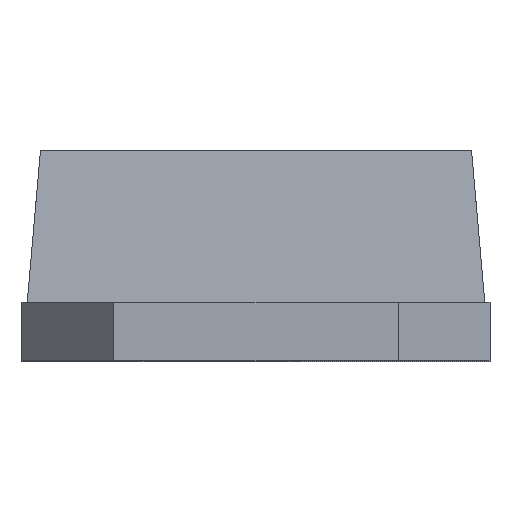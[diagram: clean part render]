
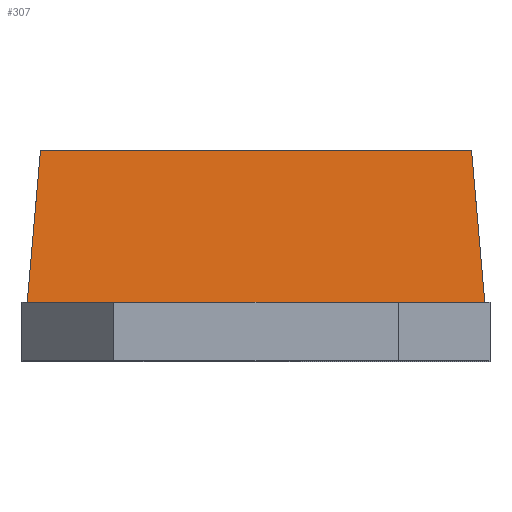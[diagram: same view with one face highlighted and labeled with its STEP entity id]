
A CAD part, top view. The second image highlights one B-rep face of the part: STEP entity #307.
In plain terms, the highlighted planar face has unit normal (0, 0.087, 0.996).
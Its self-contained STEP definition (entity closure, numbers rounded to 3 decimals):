
#29 = VERTEX_POINT ( 'NONE', #1048 ) ;
#42 = CARTESIAN_POINT ( 'NONE',  ( -4.698, 4.6, 4.267 ) ) ;
#62 = DIRECTION ( 'NONE',  ( -1., 0., 0. ) ) ;
#111 = FACE_OUTER_BOUND ( 'NONE', #1052, .T. ) ;
#155 = CARTESIAN_POINT ( 'NONE',  ( 5.1, 0., 4.669 ) ) ;
#163 = ORIENTED_EDGE ( 'NONE', *, *, #399, .T. ) ;
#229 = VERTEX_POINT ( 'NONE', #274 ) ;
#274 = CARTESIAN_POINT ( 'NONE',  ( 5.1, 0., 4.669 ) ) ;
#296 = CARTESIAN_POINT ( 'NONE',  ( 5.1, 0., 4.669 ) ) ;
#307 = ADVANCED_FACE ( 'NONE', ( #111 ), #1014, .F. ) ;
#318 = DIRECTION ( 'NONE',  ( 0., 0.996, -0.087 ) ) ;
#350 = DIRECTION ( 'NONE',  ( -0.087, -0.992, 0.087 ) ) ;
#399 = EDGE_CURVE ( 'NONE', #765, #1355, #1381, .T. ) ;
#414 = VECTOR ( 'NONE', #1552, 1000. ) ;
#463 = LINE ( 'NONE', #748, #414 ) ;
#479 = VECTOR ( 'NONE', #995, 1000. ) ;
#588 = DIRECTION ( 'NONE',  ( 0., -0.087, -0.996 ) ) ;
#717 = EDGE_CURVE ( 'NONE', #229, #765, #463, .T. ) ;
#726 = ORIENTED_EDGE ( 'NONE', *, *, #717, .T. ) ;
#748 = CARTESIAN_POINT ( 'NONE',  ( 5.065, 0.402, 4.634 ) ) ;
#765 = VERTEX_POINT ( 'NONE', #1719 ) ;
#892 = AXIS2_PLACEMENT_3D ( 'NONE', #296, #588, #318 ) ;
#995 = DIRECTION ( 'NONE',  ( -1., 0., 0. ) ) ;
#1014 = PLANE ( 'NONE',  #892 ) ;
#1048 = CARTESIAN_POINT ( 'NONE',  ( -5.1, 0., 4.669 ) ) ;
#1052 = EDGE_LOOP ( 'NONE', ( #163, #1404, #1726, #726 ) ) ;
#1091 = LINE ( 'NONE', #155, #479 ) ;
#1141 = VECTOR ( 'NONE', #350, 1000. ) ;
#1162 = VECTOR ( 'NONE', #62, 1000. ) ;
#1333 = EDGE_CURVE ( 'NONE', #229, #29, #1091, .T. ) ;
#1355 = VERTEX_POINT ( 'NONE', #1547 ) ;
#1381 = LINE ( 'NONE', #1448, #1162 ) ;
#1404 = ORIENTED_EDGE ( 'NONE', *, *, #1683, .T. ) ;
#1448 = CARTESIAN_POINT ( 'NONE',  ( 5.1, 4.6, 4.267 ) ) ;
#1547 = CARTESIAN_POINT ( 'NONE',  ( -4.698, 4.6, 4.267 ) ) ;
#1552 = DIRECTION ( 'NONE',  ( -0.087, 0.992, -0.087 ) ) ;
#1683 = EDGE_CURVE ( 'NONE', #1355, #29, #1739, .T. ) ;
#1719 = CARTESIAN_POINT ( 'NONE',  ( 4.698, 4.6, 4.267 ) ) ;
#1726 = ORIENTED_EDGE ( 'NONE', *, *, #1333, .F. ) ;
#1739 = LINE ( 'NONE', #42, #1141 ) ;
